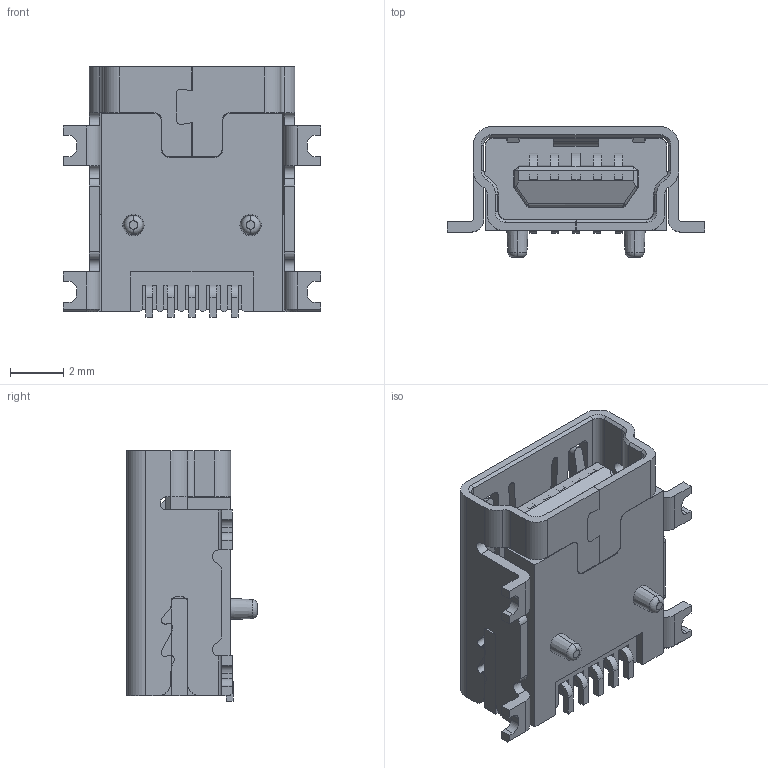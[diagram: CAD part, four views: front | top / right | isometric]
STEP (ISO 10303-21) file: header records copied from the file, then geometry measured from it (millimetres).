
FILE_DESCRIPTION(('STEP AP214'),'1');
FILE_NAME('uj2-mbh-1-smt.stp','2017-04-10T18:52:05',('TraceParts'),('TraceParts S.A.'),'Spatial InterOp 3D',' ',' ');
FILE_SCHEMA(('automotive_design'));
Length unit declared in the file: millimetre
Products named in the file (7): uj2-mbh-1-smt_1; uj2-mbh-1-smt_2; UJ2-MBH-1-SMT|NAUO3#housing;Boss-Extrude1; uj2-mbh-1-smt_4; uj2-mbh-1-smt_5; uj2-mbh-1-smt_6; uj2-mbh-1-smt_7
Bounding box: 9.66 x 4.9 x 9.4 mm (x, y, z)
Volume: 172.2 mm3; surface area: 637 mm2
Topology: 7 solids, 7 shells, 676 faces, 1677 edges, 1018 vertices
Faces by surface type: plane 420, cylinder 210, bspline 26, cone 16, torus 4
Entity records: 25822 total; most frequent: CARTESIAN_POINT 4270, ORIENTED_EDGE 3354, DIRECTION 3291, EDGE_CURVE 1677, LINE 1205, VECTOR 1205, AXIS2_PLACEMENT_3D 1043, VERTEX_POINT 1018
